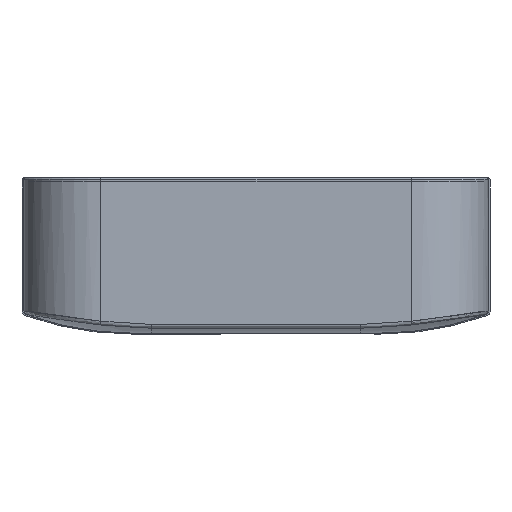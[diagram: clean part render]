
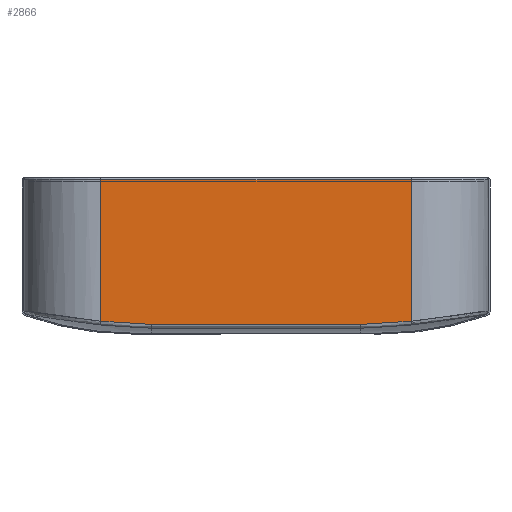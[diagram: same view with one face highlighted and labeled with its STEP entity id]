
A CAD part, front view. The second image highlights one B-rep face of the part: STEP entity #2866.
In plain terms, the highlighted face is planar.
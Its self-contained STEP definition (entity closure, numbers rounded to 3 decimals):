
#1743 = EDGE_CURVE ( 'NONE', #38563, #22336, #15337, .T. ) ;
#1944 = VERTEX_POINT ( 'NONE', #40888 ) ;
#2168 = DIRECTION ( 'NONE',  ( 0., 0., 1. ) ) ;
#2866 = ADVANCED_FACE ( 'NONE', ( #30849 ), #9704, .F. ) ;
#4857 = EDGE_CURVE ( 'NONE', #41309, #45942, #17020, .T. ) ;
#7503 = VERTEX_POINT ( 'NONE', #24634 ) ;
#8261 = CARTESIAN_POINT ( 'NONE',  ( 40., 744.45, -3.059 ) ) ;
#8801 = CARTESIAN_POINT ( 'NONE',  ( 40., 744.45, -3.059 ) ) ;
#9033 = ORIENTED_EDGE ( 'NONE', *, *, #37475, .T. ) ;
#9704 = PLANE ( 'NONE',  #28097 ) ;
#10067 = DIRECTION ( 'NONE',  ( 1., 0., 0. ) ) ;
#12782 = ORIENTED_EDGE ( 'NONE', *, *, #25923, .F. ) ;
#13312 = EDGE_CURVE ( 'NONE', #22336, #7503, #19592, .T. ) ;
#13417 = DIRECTION ( 'NONE',  ( 0., -1., 0. ) ) ;
#15114 = VECTOR ( 'NONE', #22438, 1000. ) ;
#15198 = ORIENTED_EDGE ( 'NONE', *, *, #13312, .T. ) ;
#15337 = LINE ( 'NONE', #29968, #30215 ) ;
#17020 = LINE ( 'NONE', #45519, #17755 ) ;
#17661 = EDGE_CURVE ( 'NONE', #41309, #7503, #39278, .T. ) ;
#17755 = VECTOR ( 'NONE', #10067, 1000. ) ;
#17871 = CARTESIAN_POINT ( 'NONE',  ( -31.346, 744.45, -2.236 ) ) ;
#18783 = CARTESIAN_POINT ( 'NONE',  ( 27., 744.45, -2.236 ) ) ;
#19592 = LINE ( 'NONE', #30294, #28629 ) ;
#22336 = VERTEX_POINT ( 'NONE', #26818 ) ;
#22438 = DIRECTION ( 'NONE',  ( 0., 0., -1. ) ) ;
#23766 = CARTESIAN_POINT ( 'NONE',  ( -27., 744.45, -2.236 ) ) ;
#24634 = CARTESIAN_POINT ( 'NONE',  ( -40., 744.45, -3.059 ) ) ;
#25923 = EDGE_CURVE ( 'NONE', #1944, #45942, #45437, .T. ) ;
#26234 = DIRECTION ( 'NONE',  ( -1., 0., 0. ) ) ;
#26422 = ORIENTED_EDGE ( 'NONE', *, *, #17661, .F. ) ;
#26818 = CARTESIAN_POINT ( 'NONE',  ( -40., 744.45, -39.5 ) ) ;
#26899 = CARTESIAN_POINT ( 'NONE',  ( 35.693, 744.45, -2.496 ) ) ;
#27574 = DIRECTION ( 'NONE',  ( 0., 0., 1. ) ) ;
#28097 = AXIS2_PLACEMENT_3D ( 'NONE', #38141, #13417, #27574 ) ;
#28629 = VECTOR ( 'NONE', #2168, 1000. ) ;
#29968 = CARTESIAN_POINT ( 'NONE',  ( 40., 744.45, -39.5 ) ) ;
#30215 = VECTOR ( 'NONE', #26234, 1000. ) ;
#30294 = CARTESIAN_POINT ( 'NONE',  ( -40., 744.45, -39.5 ) ) ;
#30849 = FACE_OUTER_BOUND ( 'NONE', #31540, .T. ) ;
#31540 = EDGE_LOOP ( 'NONE', ( #15198, #26422, #36982, #12782, #9033, #40232 ) ) ;
#33665 = CARTESIAN_POINT ( 'NONE',  ( 40., 744.45, -39.5 ) ) ;
#33694 = CARTESIAN_POINT ( 'NONE',  ( -27., 744.45, -2.236 ) ) ;
#34489 = CARTESIAN_POINT ( 'NONE',  ( -35.693, 744.45, -2.496 ) ) ;
#34765 = CARTESIAN_POINT ( 'NONE',  ( 27., 744.45, -2.236 ) ) ;
#36221 = LINE ( 'NONE', #8261, #15114 ) ;
#36982 = ORIENTED_EDGE ( 'NONE', *, *, #4857, .T. ) ;
#37234 = CARTESIAN_POINT ( 'NONE',  ( 31.346, 744.45, -2.236 ) ) ;
#37475 = EDGE_CURVE ( 'NONE', #1944, #38563, #36221, .T. ) ;
#38025 = CARTESIAN_POINT ( 'NONE',  ( -40., 744.45, -3.059 ) ) ;
#38141 = CARTESIAN_POINT ( 'NONE',  ( -40., 744.45, 45. ) ) ;
#38563 = VERTEX_POINT ( 'NONE', #33665 ) ;
#39278 = B_SPLINE_CURVE_WITH_KNOTS ( 'NONE', 3,
 ( #23766, #17871, #34489, #38025 ),
 .UNSPECIFIED., .F., .F.,
 ( 4, 4 ),
 ( 0., 1. ),
 .UNSPECIFIED. ) ;
#40232 = ORIENTED_EDGE ( 'NONE', *, *, #1743, .T. ) ;
#40888 = CARTESIAN_POINT ( 'NONE',  ( 40., 744.45, -3.059 ) ) ;
#41309 = VERTEX_POINT ( 'NONE', #33694 ) ;
#45437 = B_SPLINE_CURVE_WITH_KNOTS ( 'NONE', 3,
 ( #8801, #26899, #37234, #18783 ),
 .UNSPECIFIED., .F., .F.,
 ( 4, 4 ),
 ( 0., 1. ),
 .UNSPECIFIED. ) ;
#45519 = CARTESIAN_POINT ( 'NONE',  ( -27., 744.45, -2.236 ) ) ;
#45942 = VERTEX_POINT ( 'NONE', #34765 ) ;
